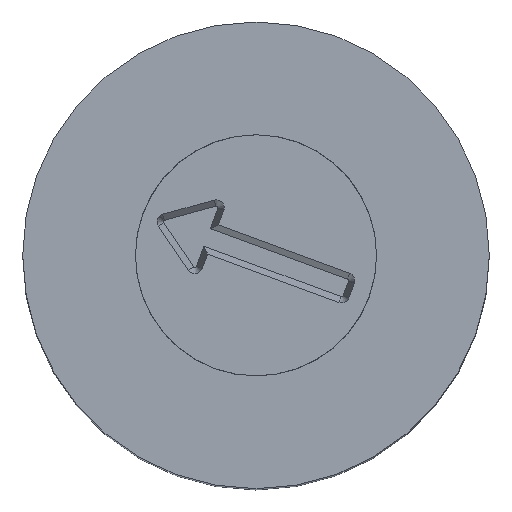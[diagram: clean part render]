
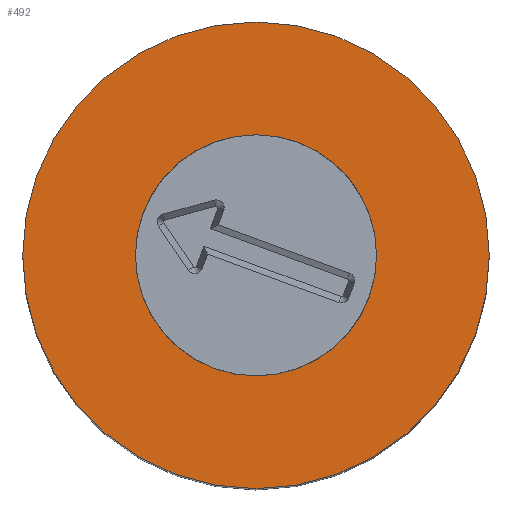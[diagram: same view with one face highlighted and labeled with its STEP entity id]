
A CAD part, top view. The second image highlights one B-rep face of the part: STEP entity #492.
In plain terms, the highlighted planar face has unit normal (0, 0, 1).
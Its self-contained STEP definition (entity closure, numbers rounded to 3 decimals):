
#30=FACE_BOUND('',#96,.T.);
#35=PLANE('',#601);
#62=FACE_OUTER_BOUND('',#95,.T.);
#95=EDGE_LOOP('',(#373));
#96=EDGE_LOOP('',(#374));
#198=CIRCLE('',#588,1.55);
#205=CIRCLE('',#600,3.);
#229=VERTEX_POINT('',#832);
#236=VERTEX_POINT('',#855);
#275=EDGE_CURVE('',#229,#229,#198,.T.);
#286=EDGE_CURVE('',#236,#236,#205,.T.);
#373=ORIENTED_EDGE('',*,*,#286,.F.);
#374=ORIENTED_EDGE('',*,*,#275,.T.);
#492=ADVANCED_FACE('',(#62,#30),#35,.F.);
#588=AXIS2_PLACEMENT_3D('',#833,#667,#668);
#600=AXIS2_PLACEMENT_3D('',#856,#695,#696);
#601=AXIS2_PLACEMENT_3D('',#858,#698,#699);
#667=DIRECTION('center_axis',(0.,0.,-1.));
#668=DIRECTION('ref_axis',(1.,0.,0.));
#695=DIRECTION('center_axis',(0.,0.,-1.));
#696=DIRECTION('ref_axis',(-1.,0.,0.));
#698=DIRECTION('center_axis',(0.,0.,-1.));
#699=DIRECTION('ref_axis',(-1.,0.,0.));
#832=CARTESIAN_POINT('',(-1.55,0.,12.));
#833=CARTESIAN_POINT('Origin',(0.,0.,12.));
#855=CARTESIAN_POINT('',(3.,0.,12.));
#856=CARTESIAN_POINT('Origin',(0.,0.,12.));
#858=CARTESIAN_POINT('Origin',(0.,0.,12.));
